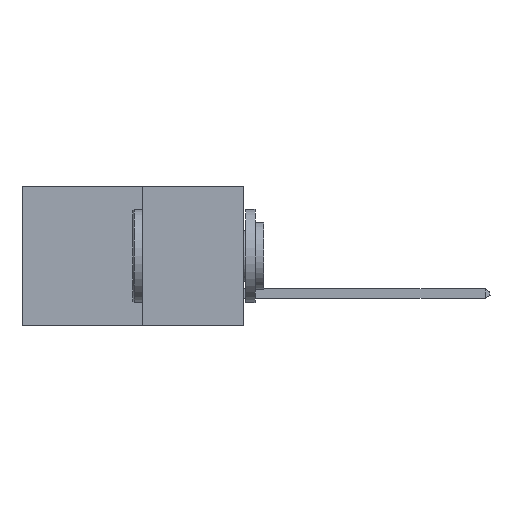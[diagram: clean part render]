
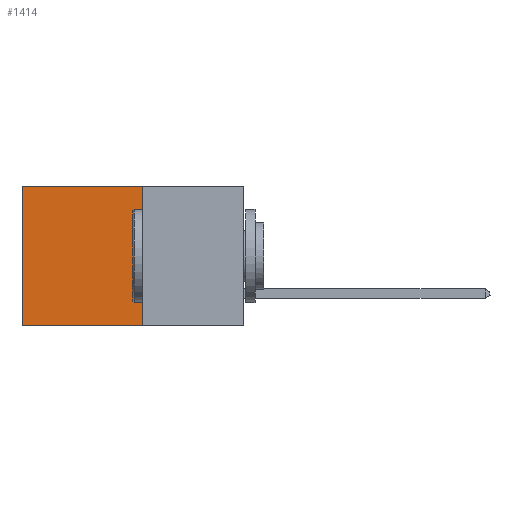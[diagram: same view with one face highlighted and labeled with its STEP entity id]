
A CAD part, left-side view. The second image highlights one B-rep face of the part: STEP entity #1414.
In plain terms, the highlighted planar face has unit normal (-1, 0, 0).
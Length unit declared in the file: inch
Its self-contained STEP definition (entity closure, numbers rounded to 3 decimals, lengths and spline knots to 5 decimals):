
#1376 = EDGE_CURVE ( 'NONE', #6630, #16429, #11630, .T. ) ;
#1414 = ADVANCED_FACE ( 'NONE', ( #6118 ), #18313, .F. ) ;
#1982 = LINE ( 'NONE', #15067, #15059 ) ;
#3514 = VERTEX_POINT ( 'NONE', #12966 ) ;
#5903 = CARTESIAN_POINT ( 'NONE',  ( 0.277, 0.27, -0.37 ) ) ;
#6118 = FACE_OUTER_BOUND ( 'NONE', #18696, .T. ) ;
#6317 = DIRECTION ( 'NONE',  ( 0., 0., -1. ) ) ;
#6630 = VERTEX_POINT ( 'NONE', #15988 ) ;
#6837 = AXIS2_PLACEMENT_3D ( 'NONE', #9106, #15113, #21264 ) ;
#7543 = EDGE_CURVE ( 'NONE', #3514, #6630, #21143, .T. ) ;
#8723 = LINE ( 'NONE', #5903, #12103 ) ;
#8781 = DIRECTION ( 'NONE',  ( 0., 1., 0. ) ) ;
#8845 = CARTESIAN_POINT ( 'NONE',  ( 0.277, 0.27, 0. ) ) ;
#9106 = CARTESIAN_POINT ( 'NONE',  ( 0.277, 0.27, -0.37 ) ) ;
#9451 = VERTEX_POINT ( 'NONE', #16188 ) ;
#9485 = ORIENTED_EDGE ( 'NONE', *, *, #7543, .T. ) ;
#10697 = ORIENTED_EDGE ( 'NONE', *, *, #1376, .T. ) ;
#11630 = LINE ( 'NONE', #15266, #15634 ) ;
#12103 = VECTOR ( 'NONE', #19421, 39.37008 ) ;
#12966 = CARTESIAN_POINT ( 'NONE',  ( 0.277, 0.27, 0. ) ) ;
#15059 = VECTOR ( 'NONE', #16701, 39.37008 ) ;
#15067 = CARTESIAN_POINT ( 'NONE',  ( 0.277, 0.27, -0.37 ) ) ;
#15113 = DIRECTION ( 'NONE',  ( 1., 0., 0. ) ) ;
#15266 = CARTESIAN_POINT ( 'NONE',  ( 0.277, 0.59, -0.37 ) ) ;
#15634 = VECTOR ( 'NONE', #6317, 39.37008 ) ;
#15988 = CARTESIAN_POINT ( 'NONE',  ( 0.277, 0.59, 0. ) ) ;
#16188 = CARTESIAN_POINT ( 'NONE',  ( 0.277, 0.27, -0.37 ) ) ;
#16429 = VERTEX_POINT ( 'NONE', #21703 ) ;
#16512 = ORIENTED_EDGE ( 'NONE', *, *, #17366, .F. ) ;
#16701 = DIRECTION ( 'NONE',  ( 0., 0., -1. ) ) ;
#17366 = EDGE_CURVE ( 'NONE', #9451, #16429, #8723, .T. ) ;
#18313 = PLANE ( 'NONE',  #6837 ) ;
#18696 = EDGE_LOOP ( 'NONE', ( #10697, #16512, #19205, #9485 ) ) ;
#19205 = ORIENTED_EDGE ( 'NONE', *, *, #21209, .F. ) ;
#19421 = DIRECTION ( 'NONE',  ( 0., 1., 0. ) ) ;
#20648 = VECTOR ( 'NONE', #8781, 39.37008 ) ;
#21143 = LINE ( 'NONE', #8845, #20648 ) ;
#21209 = EDGE_CURVE ( 'NONE', #3514, #9451, #1982, .T. ) ;
#21264 = DIRECTION ( 'NONE',  ( 0., 0., -1. ) ) ;
#21703 = CARTESIAN_POINT ( 'NONE',  ( 0.277, 0.59, -0.37 ) ) ;
